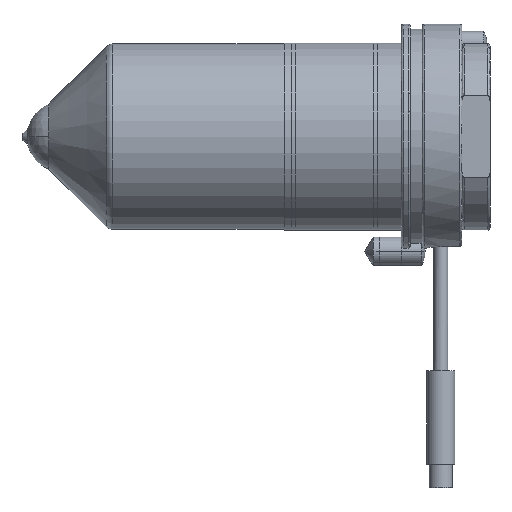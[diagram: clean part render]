
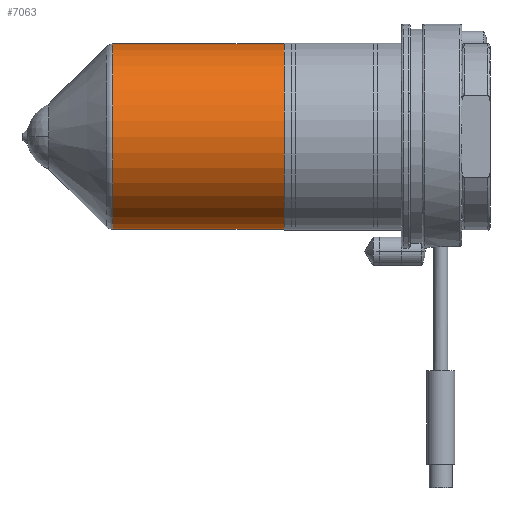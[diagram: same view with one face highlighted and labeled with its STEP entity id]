
A CAD part, front view. The second image highlights one B-rep face of the part: STEP entity #7063.
In plain terms, the highlighted cylindrical face has radius 19.8 mm (diameter 39.6 mm), a partial arc.
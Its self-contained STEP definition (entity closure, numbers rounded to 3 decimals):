
#684 = VERTEX_POINT ( 'NONE', #12146 ) ;
#705 = EDGE_CURVE ( 'NONE', #684, #12737, #1563, .T. ) ;
#706 = VECTOR ( 'NONE', #2226, 1000. ) ;
#909 = VECTOR ( 'NONE', #11107, 1000. ) ;
#1563 = CIRCLE ( 'NONE', #7233, 19.8 ) ;
#2127 = CYLINDRICAL_SURFACE ( 'NONE', #13065, 19.8 ) ;
#2130 = CARTESIAN_POINT ( 'NONE',  ( 0., 0., -19.8 ) ) ;
#2226 = DIRECTION ( 'NONE',  ( 0., -1., 0. ) ) ;
#2823 = CARTESIAN_POINT ( 'NONE',  ( 0., 25., -19.8 ) ) ;
#2974 = EDGE_CURVE ( 'NONE', #6198, #12737, #9949, .T. ) ;
#3869 = CARTESIAN_POINT ( 'NONE',  ( 0., 61.6, 0. ) ) ;
#4003 = DIRECTION ( 'NONE',  ( 0., -1., 0. ) ) ;
#4506 = FACE_OUTER_BOUND ( 'NONE', #13428, .T. ) ;
#4772 = CARTESIAN_POINT ( 'NONE',  ( 0., 61.6, 19.8 ) ) ;
#4834 = DIRECTION ( 'NONE',  ( 0., 0., -1. ) ) ;
#5096 = CARTESIAN_POINT ( 'NONE',  ( 0., 61.6, -19.8 ) ) ;
#5181 = ORIENTED_EDGE ( 'NONE', *, *, #705, .F. ) ;
#6198 = VERTEX_POINT ( 'NONE', #5096 ) ;
#6216 = DIRECTION ( 'NONE',  ( 0., 0., -1. ) ) ;
#7063 = ADVANCED_FACE ( 'NONE', ( #4506 ), #2127, .T. ) ;
#7233 = AXIS2_PLACEMENT_3D ( 'NONE', #12280, #8056, #4834 ) ;
#7668 = ORIENTED_EDGE ( 'NONE', *, *, #10067, .T. ) ;
#8056 = DIRECTION ( 'NONE',  ( 0., -1., 0. ) ) ;
#8304 = AXIS2_PLACEMENT_3D ( 'NONE', #3869, #11374, #12458 ) ;
#9276 = CIRCLE ( 'NONE', #8304, 19.8 ) ;
#9893 = CARTESIAN_POINT ( 'NONE',  ( 0., 0., 19.8 ) ) ;
#9949 = LINE ( 'NONE', #2130, #706 ) ;
#10067 = EDGE_CURVE ( 'NONE', #12564, #6198, #9276, .T. ) ;
#10324 = CARTESIAN_POINT ( 'NONE',  ( 0., 0., 0. ) ) ;
#10689 = ORIENTED_EDGE ( 'NONE', *, *, #10725, .F. ) ;
#10725 = EDGE_CURVE ( 'NONE', #12564, #684, #12515, .T. ) ;
#11107 = DIRECTION ( 'NONE',  ( 0., -1., 0. ) ) ;
#11313 = ORIENTED_EDGE ( 'NONE', *, *, #2974, .T. ) ;
#11374 = DIRECTION ( 'NONE',  ( 0., -1., 0. ) ) ;
#12146 = CARTESIAN_POINT ( 'NONE',  ( 0., 25., 19.8 ) ) ;
#12280 = CARTESIAN_POINT ( 'NONE',  ( 0., 25., 0. ) ) ;
#12458 = DIRECTION ( 'NONE',  ( 0., 0., -1. ) ) ;
#12515 = LINE ( 'NONE', #9893, #909 ) ;
#12564 = VERTEX_POINT ( 'NONE', #4772 ) ;
#12737 = VERTEX_POINT ( 'NONE', #2823 ) ;
#13065 = AXIS2_PLACEMENT_3D ( 'NONE', #10324, #4003, #6216 ) ;
#13428 = EDGE_LOOP ( 'NONE', ( #10689, #7668, #11313, #5181 ) ) ;
